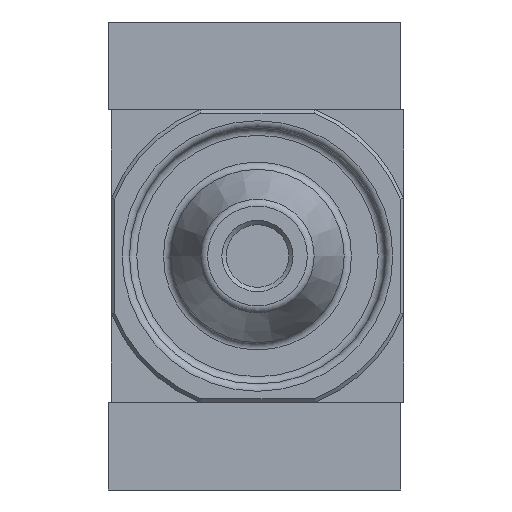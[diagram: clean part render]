
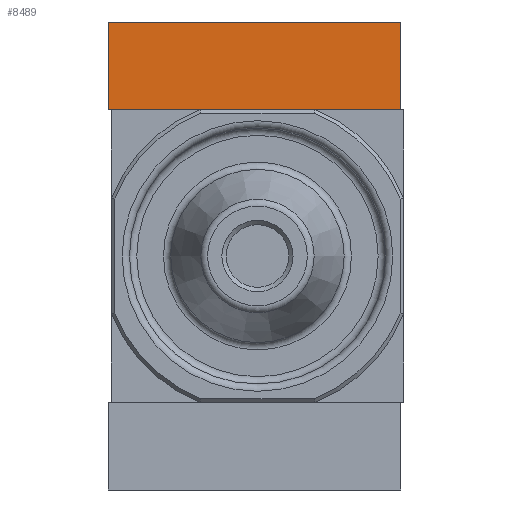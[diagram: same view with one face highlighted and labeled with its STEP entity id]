
A CAD part, front view. The second image highlights one B-rep face of the part: STEP entity #8489.
In plain terms, the highlighted planar face has unit normal (0, -1, 0).
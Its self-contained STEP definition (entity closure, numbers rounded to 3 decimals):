
#640=LINE('',#13244,#1056);
#647=LINE('',#13284,#1063);
#650=LINE('',#13290,#1066);
#651=LINE('',#13292,#1067);
#1056=VECTOR('',#11031,1000.);
#1063=VECTOR('',#11066,1000.);
#1066=VECTOR('',#11071,1000.);
#1067=VECTOR('',#11072,1000.);
#2546=ORIENTED_EDGE('',*,*,#3705,.T.);
#2547=ORIENTED_EDGE('',*,*,#3728,.F.);
#2548=ORIENTED_EDGE('',*,*,#3729,.F.);
#2549=ORIENTED_EDGE('',*,*,#3725,.T.);
#3705=EDGE_CURVE('',#4422,#4424,#640,.T.);
#3725=EDGE_CURVE('',#4444,#4422,#647,.T.);
#3728=EDGE_CURVE('',#4446,#4424,#650,.T.);
#3729=EDGE_CURVE('',#4444,#4446,#651,.T.);
#4422=VERTEX_POINT('',#13239);
#4424=VERTEX_POINT('',#13243);
#4444=VERTEX_POINT('',#13285);
#4446=VERTEX_POINT('',#13291);
#5424=EDGE_LOOP('',(#2546,#2547,#2548,#2549));
#5976=FACE_BOUND('',#5424,.T.);
#6272=PLANE('',#9279);
#8489=ADVANCED_FACE('',(#5976),#6272,.F.);
#9279=AXIS2_PLACEMENT_3D('',#13289,#11069,#11070);
#11031=DIRECTION('',(1.,0.,0.));
#11066=DIRECTION('',(0.,0.,-1.));
#11069=DIRECTION('',(0.,1.,0.));
#11070=DIRECTION('',(0.,0.,1.));
#11071=DIRECTION('',(0.,0.,-1.));
#11072=DIRECTION('',(1.,0.,0.));
#13239=CARTESIAN_POINT('',(-20.,-10.,-6.));
#13243=CARTESIAN_POINT('',(20.,-10.,-6.));
#13244=CARTESIAN_POINT('',(-20.,-10.,-6.));
#13284=CARTESIAN_POINT('',(-20.,-10.,6.));
#13285=CARTESIAN_POINT('',(-20.,-10.,6.));
#13289=CARTESIAN_POINT('',(-20.,-10.,6.));
#13290=CARTESIAN_POINT('',(20.,-10.,6.));
#13291=CARTESIAN_POINT('',(20.,-10.,6.));
#13292=CARTESIAN_POINT('',(-20.,-10.,6.));
